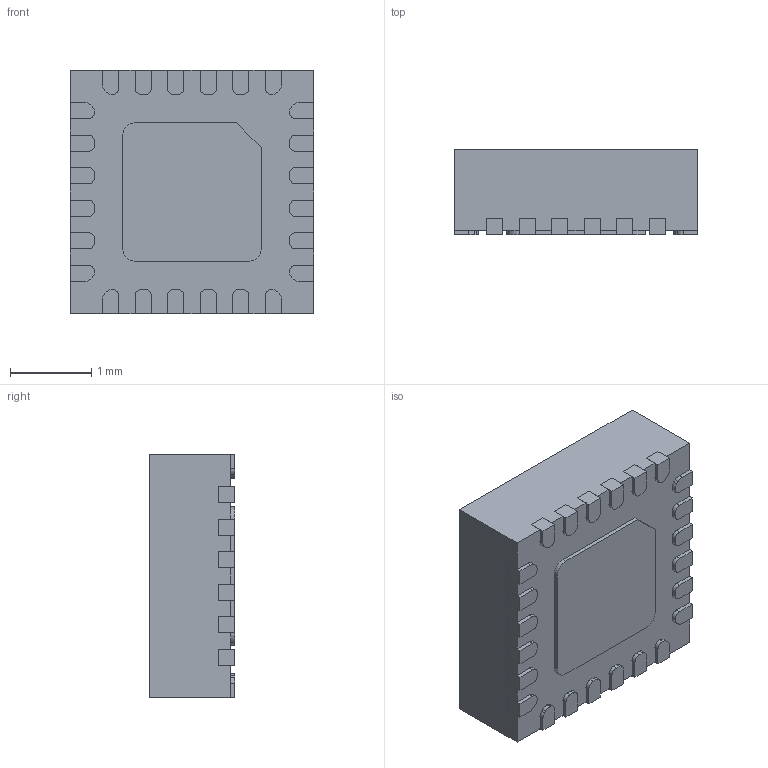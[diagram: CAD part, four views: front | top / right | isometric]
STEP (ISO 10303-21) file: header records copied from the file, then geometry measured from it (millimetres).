
FILE_DESCRIPTION (( 'STEP AP214' ), '1' );
FILE_NAME ('MPU-9250.STEP', '2019-05-23T12:33:18', ( '' ), ( '' ), 'SwSTEP 2.0', 'SolidWorks 2017', '' );
FILE_SCHEMA (( 'AUTOMOTIVE_DESIGN' ));
Length unit declared in the file: millimetre
Products named in the file (1): MPU-9250
Bounding box: 3 x 1.05 x 3 mm (x, y, z)
Volume: 9.2 mm3; surface area: 45.1 mm2
Topology: 26 solids, 26 shells, 387 faces, 1002 edges, 668 vertices
Faces by surface type: plane 270, cylinder 117
Entity records: 12049 total; most frequent: CARTESIAN_POINT 2058, DIRECTION 2012, ORIENTED_EDGE 2004, EDGE_CURVE 1002, VECTOR 768, LINE 768, VERTEX_POINT 668, AXIS2_PLACEMENT_3D 622
